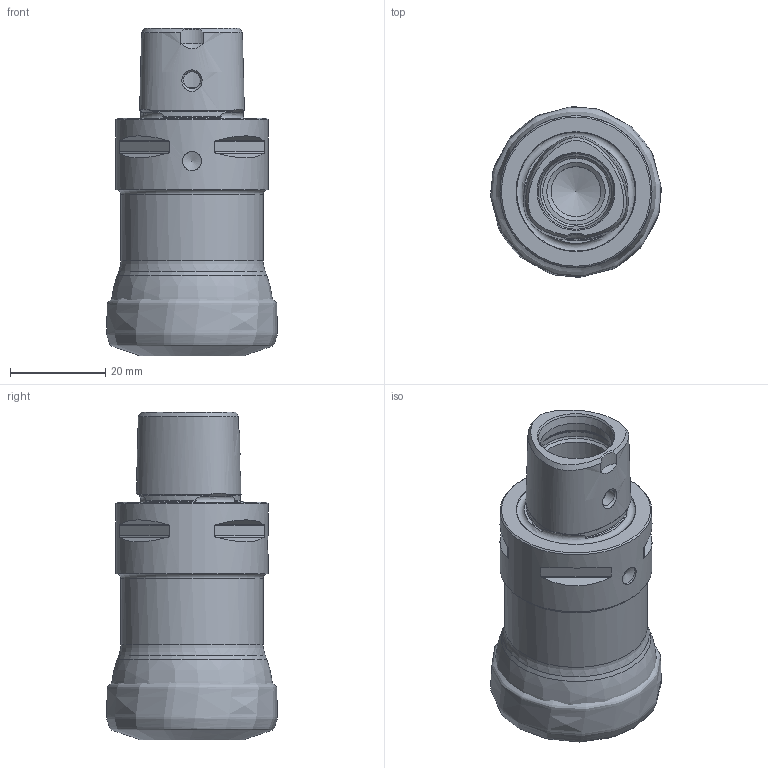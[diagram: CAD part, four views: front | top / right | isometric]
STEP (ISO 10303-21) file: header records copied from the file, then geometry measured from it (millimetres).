
FILE_DESCRIPTION(/* description */ (''),/* implementation_level */ '2;1');
FILE_NAME(/* name */ 'toolassembly_1.stp',/* time_stamp */ '2018-10-16T15:08:52+02:00',/* author */ (''),/* organization */ ('SMS'),/* preprocessor_version */ 'ST-DEVELOPER v15',/* originating_system */ 'SIEMENS PLM Software NX 8.5',/* authorisation */ '');
FILE_SCHEMA (('AUTOMOTIVE_DESIGN { 1 0 10303 214 3 1 1 1 }'));
Products named in the file (4): ASSEMBLY_CONSTRUCTION; CUT_20181016150759; NOCUT_20181016150755; TOOLASSEMBLY_1
Assembly tree (3 placements, depth 2):
  TOOLASSEMBLY_1
    NOCUT_20181016150755
    CUT_20181016150759
    ASSEMBLY_CONSTRUCTION
Bounding box: 35.96 x 35.97 x 69 mm (x, y, z)
Volume: 50936 mm3; surface area: 12367 mm2
Topology: 2 solids, 2 shells, 81 faces, 196 edges, 130 vertices
Faces by surface type: cone 20, plane 20, cylinder 18, bspline 13, torus 10
Full cylindrical faces by diameter (mm): 3.6 x1, 4 x1, 10.5 x1, 15.025 x2, 16.5 x1, 30 x1, 32 x1, 34.113 x1
Entity records: 33191 total; most frequent: CARTESIAN_POINT 31480, ORIENTED_EDGE 290, DIRECTION 288, EDGE_CURVE 145, AXIS2_PLACEMENT_3D 132, EDGE_LOOP 124, VERTEX_POINT 112, FACE_BOUND 87
